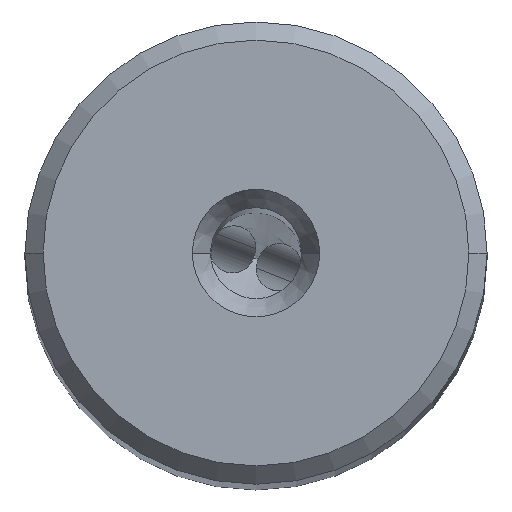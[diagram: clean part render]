
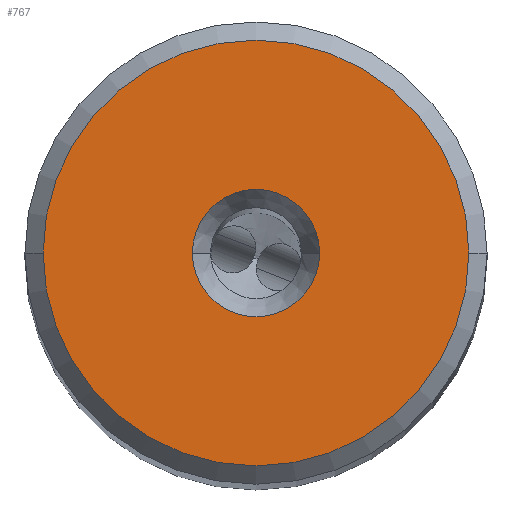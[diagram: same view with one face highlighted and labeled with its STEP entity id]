
A CAD part, top view. The second image highlights one B-rep face of the part: STEP entity #767.
In plain terms, the highlighted planar face has unit normal (0, 0, 1).
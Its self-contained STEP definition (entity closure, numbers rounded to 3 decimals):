
#767=ADVANCED_FACE('',(#971,#972),#937,.T.);
#937=PLANE('',#3432);
#971=FACE_BOUND('',#989,.T.);
#972=FACE_BOUND('',#990,.T.);
#989=EDGE_LOOP('',(#1168,#1169));
#990=EDGE_LOOP('',(#1170,#1171));
#1168=ORIENTED_EDGE('',*,*,#2523,.F.);
#1169=ORIENTED_EDGE('',*,*,#2524,.F.);
#1170=ORIENTED_EDGE('',*,*,#2525,.F.);
#1171=ORIENTED_EDGE('',*,*,#2526,.F.);
#2180=VERTEX_POINT('',#4804);
#2181=VERTEX_POINT('',#4805);
#2182=VERTEX_POINT('',#4808);
#2183=VERTEX_POINT('',#4809);
#2523=EDGE_CURVE('',#2180,#2181,#3029,.T.);
#2524=EDGE_CURVE('',#2181,#2180,#3030,.T.);
#2525=EDGE_CURVE('',#2182,#2183,#3031,.T.);
#2526=EDGE_CURVE('',#2183,#2182,#3032,.T.);
#3029=CIRCLE('',#3428,11.7);
#3030=CIRCLE('',#3429,11.7);
#3031=CIRCLE('',#3430,3.5);
#3032=CIRCLE('',#3431,3.5);
#3428=AXIS2_PLACEMENT_3D('',#4803,#3863,#3864);
#3429=AXIS2_PLACEMENT_3D('',#4806,#3865,#3866);
#3430=AXIS2_PLACEMENT_3D('',#4807,#3867,#3868);
#3431=AXIS2_PLACEMENT_3D('',#4810,#3869,#3870);
#3432=AXIS2_PLACEMENT_3D('',#4811,#3871,#3872);
#3863=DIRECTION('',(0.,0.,-1.));
#3864=DIRECTION('',(-1.,0.,0.));
#3865=DIRECTION('',(0.,0.,-1.));
#3866=DIRECTION('',(1.,0.,0.));
#3867=DIRECTION('',(0.,0.,1.));
#3868=DIRECTION('',(-1.,0.,0.));
#3869=DIRECTION('',(0.,0.,1.));
#3870=DIRECTION('',(1.,0.,0.));
#3871=DIRECTION('',(0.,0.,1.));
#3872=DIRECTION('',(1.,0.,0.));
#4803=CARTESIAN_POINT('',(0.,0.,0.));
#4804=CARTESIAN_POINT('',(-11.7,0.,0.));
#4805=CARTESIAN_POINT('',(11.7,0.,0.));
#4806=CARTESIAN_POINT('',(0.,0.,0.));
#4807=CARTESIAN_POINT('',(0.,0.,0.));
#4808=CARTESIAN_POINT('',(-3.5,0.,0.));
#4809=CARTESIAN_POINT('',(3.5,0.,0.));
#4810=CARTESIAN_POINT('',(0.,0.,0.));
#4811=CARTESIAN_POINT('',(0.,0.,0.));
